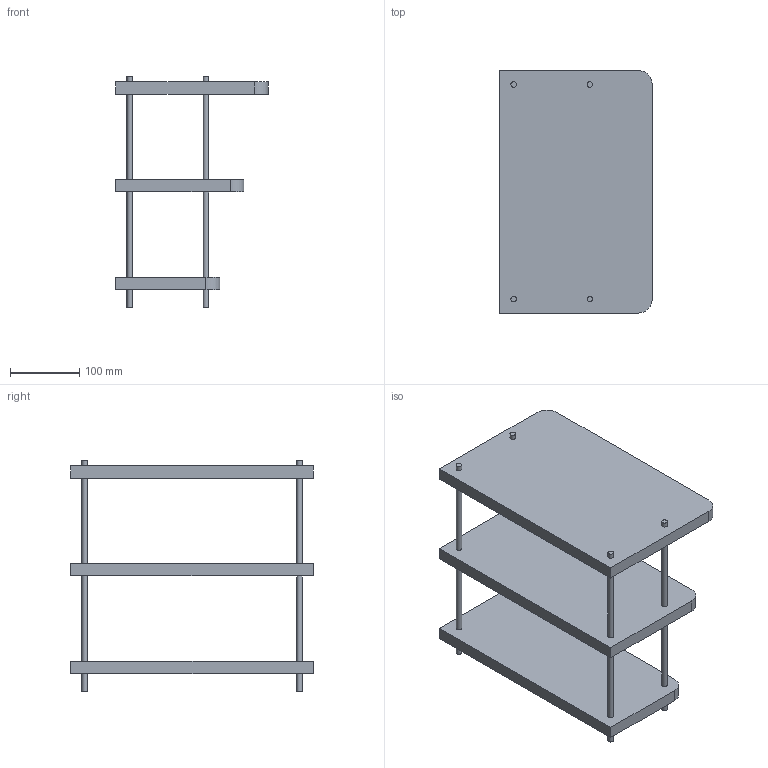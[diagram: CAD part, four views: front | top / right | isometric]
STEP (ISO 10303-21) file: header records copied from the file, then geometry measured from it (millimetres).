
FILE_DESCRIPTION(/* description */ ('','CAx-IF Rec.Pracs.---Representation and Presentation of Product Manufacturing Information (PMI)---4.0---2014-10-13'),/* implementation_level */ '2;1');
FILE_NAME(/* name */ 'projector_stand.step',/* time_stamp */ '2024-12-23T21:42:35+01:00',/* author */ (''),/* organization */ (''),/* preprocessor_version */ 'ST-DEVELOPER v20',/* originating_system */ 'Autodesk Translation Framework v13.20.0.188',/* authorisation */ '');
FILE_SCHEMA (('AP242_MANAGED_MODEL_BASED_3D_ENGINEERING_MIM_LF { 1 0 10303 442 1 1 4 }'));
Length unit declared in the file: millimetre
Products named in the file (5): asm; topplate; midplate; bottomplate; m8x300 rod
Assembly tree (7 placements, depth 2):
  asm
    topplate
    midplate
    bottomplate
    m8x300 rod  x4
Bounding box: 220 x 350 x 332 mm (x, y, z)
Volume: 3187754.5 mm3; surface area: 491237.5 mm2
Topology: 7 solids, 7 shells, 57 faces, 126 edges, 84 vertices
Faces by surface type: plane 31, cylinder 26
Full cylindrical faces by diameter (mm): 8 x16
Entity records: 1655 total; most frequent: DIRECTION 283, CARTESIAN_POINT 255, ORIENTED_EDGE 234, EDGE_CURVE 117, AXIS2_PLACEMENT_3D 106, VERTEX_POINT 78, EDGE_LOOP 73, LINE 71
